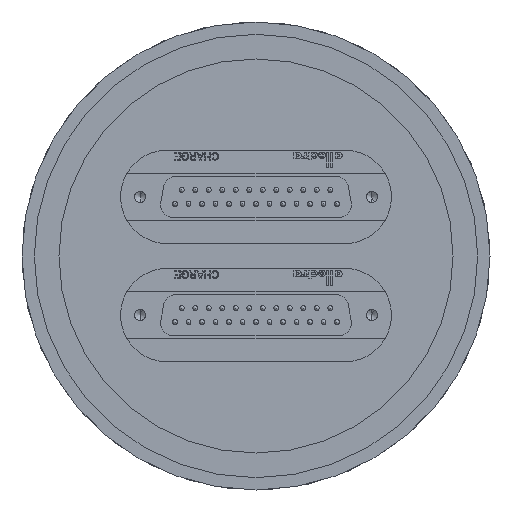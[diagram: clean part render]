
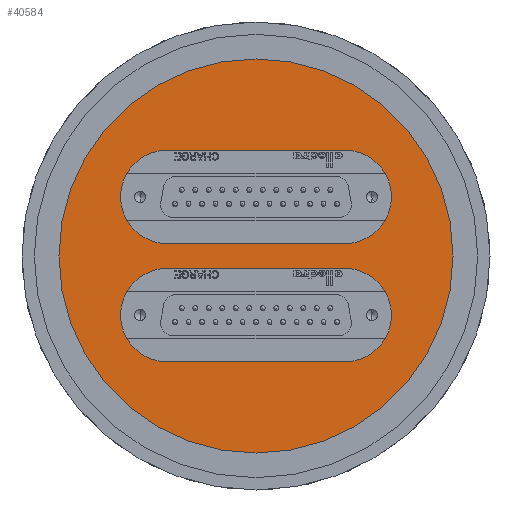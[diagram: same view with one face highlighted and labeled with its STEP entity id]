
A CAD part, front view. The second image highlights one B-rep face of the part: STEP entity #40584.
In plain terms, the highlighted planar face has unit normal (0, -1, 0).
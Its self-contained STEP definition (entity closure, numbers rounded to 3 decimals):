
#561 = ORIENTED_EDGE ( 'NONE', *, *, #166672, .T. ) ;
#7007 = FACE_BOUND ( 'NONE', #70525, .T. ) ;
#7030 = CARTESIAN_POINT ( 'NONE',  ( 0., -8., -40. ) ) ;
#7769 = LINE ( 'NONE', #32955, #44973 ) ;
#10336 = DIRECTION ( 'NONE',  ( 0., -1., 0. ) ) ;
#13351 = EDGE_LOOP ( 'NONE', ( #561, #88104 ) ) ;
#13593 = CARTESIAN_POINT ( 'NONE',  ( -18., -8., -2.5 ) ) ;
#17205 = CIRCLE ( 'NONE', #90217, 9.5 ) ;
#22653 = DIRECTION ( 'NONE',  ( 1., 0., 0. ) ) ;
#23340 = EDGE_CURVE ( 'NONE', #151269, #182340, #137552, .T. ) ;
#23807 = VERTEX_POINT ( 'NONE', #146849 ) ;
#23972 = VECTOR ( 'NONE', #35847, 1000. ) ;
#27843 = ORIENTED_EDGE ( 'NONE', *, *, #33375, .T. ) ;
#29122 = AXIS2_PLACEMENT_3D ( 'NONE', #180008, #10336, #40137 ) ;
#29497 = VECTOR ( 'NONE', #194212, 1000. ) ;
#31262 = CARTESIAN_POINT ( 'NONE',  ( 18., -8., -2.5 ) ) ;
#32955 = CARTESIAN_POINT ( 'NONE',  ( -18., -8., 21.5 ) ) ;
#33375 = EDGE_CURVE ( 'NONE', #143777, #151269, #163232, .T. ) ;
#35847 = DIRECTION ( 'NONE',  ( -1., 0., 0. ) ) ;
#36810 = DIRECTION ( 'NONE',  ( 0., -1., 0. ) ) ;
#38488 = AXIS2_PLACEMENT_3D ( 'NONE', #138273, #122493, #74894 ) ;
#40137 = DIRECTION ( 'NONE',  ( 0., 0., -1. ) ) ;
#40284 = EDGE_CURVE ( 'NONE', #125252, #164600, #89233, .T. ) ;
#40584 = ADVANCED_FACE ( 'NONE', ( #140979, #7007, #170817 ), #186650, .T. ) ;
#44281 = ORIENTED_EDGE ( 'NONE', *, *, #153617, .T. ) ;
#44973 = VECTOR ( 'NONE', #22653, 1000. ) ;
#50745 = DIRECTION ( 'NONE',  ( 0., 0., -1. ) ) ;
#51103 = CARTESIAN_POINT ( 'NONE',  ( -18., -8., -21.5 ) ) ;
#60886 = AXIS2_PLACEMENT_3D ( 'NONE', #169840, #36810, #50745 ) ;
#64066 = VERTEX_POINT ( 'NONE', #161506 ) ;
#66030 = CARTESIAN_POINT ( 'NONE',  ( -18., -8., 12. ) ) ;
#69913 = DIRECTION ( 'NONE',  ( -1., 0., 0. ) ) ;
#70525 = EDGE_LOOP ( 'NONE', ( #95632, #100396, #44281, #169774 ) ) ;
#74894 = DIRECTION ( 'NONE',  ( 0., 0., -1. ) ) ;
#80535 = ORIENTED_EDGE ( 'NONE', *, *, #23340, .T. ) ;
#84749 = CARTESIAN_POINT ( 'NONE',  ( -18., -8., -12. ) ) ;
#88104 = ORIENTED_EDGE ( 'NONE', *, *, #40284, .T. ) ;
#89233 = CIRCLE ( 'NONE', #38488, 40. ) ;
#89801 = VECTOR ( 'NONE', #69913, 1000. ) ;
#90217 = AXIS2_PLACEMENT_3D ( 'NONE', #137250, #168124, #169079 ) ;
#94465 = LINE ( 'NONE', #154963, #23972 ) ;
#95632 = ORIENTED_EDGE ( 'NONE', *, *, #116714, .T. ) ;
#100396 = ORIENTED_EDGE ( 'NONE', *, *, #146465, .T. ) ;
#101095 = CARTESIAN_POINT ( 'NONE',  ( 18., -8., -21.5 ) ) ;
#104310 = CARTESIAN_POINT ( 'NONE',  ( 18., -8., -12. ) ) ;
#104315 = EDGE_LOOP ( 'NONE', ( #27843, #80535, #154819, #132602 ) ) ;
#105981 = EDGE_CURVE ( 'NONE', #182340, #134269, #115057, .T. ) ;
#112584 = AXIS2_PLACEMENT_3D ( 'NONE', #84749, #161151, #145230 ) ;
#115057 = CIRCLE ( 'NONE', #191016, 9.5 ) ;
#116714 = EDGE_CURVE ( 'NONE', #142349, #64066, #179903, .T. ) ;
#122493 = DIRECTION ( 'NONE',  ( 0., -1., 0. ) ) ;
#125252 = VERTEX_POINT ( 'NONE', #148496 ) ;
#132247 = AXIS2_PLACEMENT_3D ( 'NONE', #66030, #158310, #144304 ) ;
#132602 = ORIENTED_EDGE ( 'NONE', *, *, #152713, .T. ) ;
#134269 = VERTEX_POINT ( 'NONE', #101095 ) ;
#137250 = CARTESIAN_POINT ( 'NONE',  ( 18., -8., 12. ) ) ;
#137552 = LINE ( 'NONE', #13593, #29497 ) ;
#138273 = CARTESIAN_POINT ( 'NONE',  ( 0., -8., 0. ) ) ;
#140979 = FACE_BOUND ( 'NONE', #104315, .T. ) ;
#142349 = VERTEX_POINT ( 'NONE', #186388 ) ;
#143777 = VERTEX_POINT ( 'NONE', #169773 ) ;
#144284 = LINE ( 'NONE', #51103, #89801 ) ;
#144304 = DIRECTION ( 'NONE',  ( 0., 0., 1. ) ) ;
#145230 = DIRECTION ( 'NONE',  ( 0., 0., 1. ) ) ;
#146465 = EDGE_CURVE ( 'NONE', #64066, #189653, #7769, .T. ) ;
#146849 = CARTESIAN_POINT ( 'NONE',  ( 18., -8., 2.5 ) ) ;
#148496 = CARTESIAN_POINT ( 'NONE',  ( 0., -8., 40. ) ) ;
#148920 = DIRECTION ( 'NONE',  ( 0., 1., 0. ) ) ;
#151269 = VERTEX_POINT ( 'NONE', #188645 ) ;
#152713 = EDGE_CURVE ( 'NONE', #134269, #143777, #144284, .T. ) ;
#153617 = EDGE_CURVE ( 'NONE', #189653, #23807, #17205, .T. ) ;
#154819 = ORIENTED_EDGE ( 'NONE', *, *, #105981, .T. ) ;
#154963 = CARTESIAN_POINT ( 'NONE',  ( -18., -8., 2.5 ) ) ;
#155210 = CARTESIAN_POINT ( 'NONE',  ( 18., -8., 21.5 ) ) ;
#158310 = DIRECTION ( 'NONE',  ( 0., 1., 0. ) ) ;
#161151 = DIRECTION ( 'NONE',  ( 0., 1., 0. ) ) ;
#161506 = CARTESIAN_POINT ( 'NONE',  ( -18., -8., 21.5 ) ) ;
#163232 = CIRCLE ( 'NONE', #112584, 9.5 ) ;
#164600 = VERTEX_POINT ( 'NONE', #7030 ) ;
#166672 = EDGE_CURVE ( 'NONE', #164600, #125252, #174866, .T. ) ;
#168124 = DIRECTION ( 'NONE',  ( 0., 1., 0. ) ) ;
#169079 = DIRECTION ( 'NONE',  ( 0., 0., 1. ) ) ;
#169773 = CARTESIAN_POINT ( 'NONE',  ( -18., -8., -21.5 ) ) ;
#169774 = ORIENTED_EDGE ( 'NONE', *, *, #184276, .T. ) ;
#169840 = CARTESIAN_POINT ( 'NONE',  ( 0., -8., -40. ) ) ;
#170817 = FACE_OUTER_BOUND ( 'NONE', #13351, .T. ) ;
#174866 = CIRCLE ( 'NONE', #29122, 40. ) ;
#179903 = CIRCLE ( 'NONE', #132247, 9.5 ) ;
#180008 = CARTESIAN_POINT ( 'NONE',  ( 0., -8., 0. ) ) ;
#182340 = VERTEX_POINT ( 'NONE', #31262 ) ;
#184276 = EDGE_CURVE ( 'NONE', #23807, #142349, #94465, .T. ) ;
#186388 = CARTESIAN_POINT ( 'NONE',  ( -18., -8., 2.5 ) ) ;
#186650 = PLANE ( 'NONE',  #60886 ) ;
#188645 = CARTESIAN_POINT ( 'NONE',  ( -18., -8., -2.5 ) ) ;
#189653 = VERTEX_POINT ( 'NONE', #155210 ) ;
#191016 = AXIS2_PLACEMENT_3D ( 'NONE', #104310, #148920, #193534 ) ;
#193534 = DIRECTION ( 'NONE',  ( 0., 0., 1. ) ) ;
#194212 = DIRECTION ( 'NONE',  ( 1., 0., 0. ) ) ;
